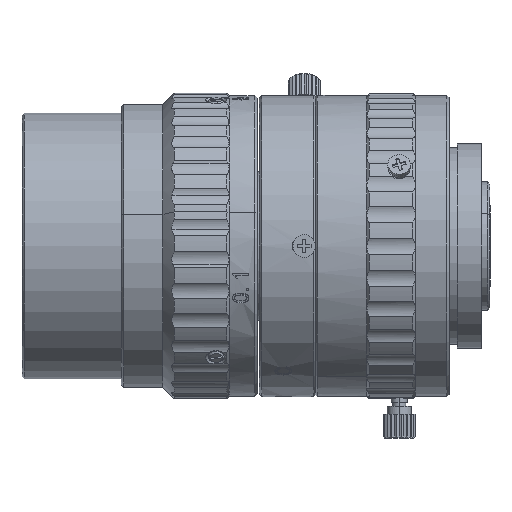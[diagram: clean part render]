
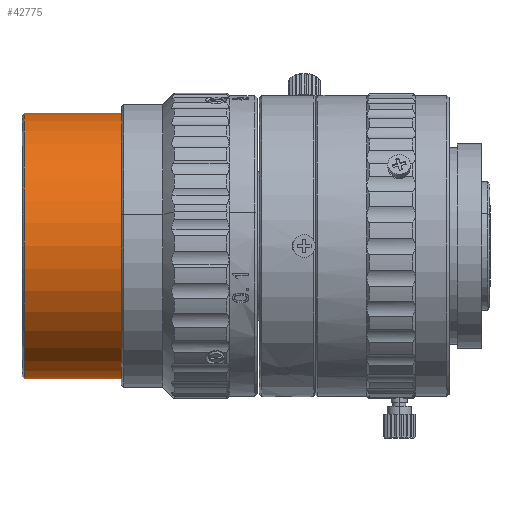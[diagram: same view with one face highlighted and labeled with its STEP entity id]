
A CAD part, front view. The second image highlights one B-rep face of the part: STEP entity #42775.
In plain terms, the highlighted cylindrical face has radius 16.5 mm (diameter 33 mm), a partial arc.
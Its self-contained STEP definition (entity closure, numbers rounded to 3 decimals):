
#1310 = DIRECTION ( 'NONE',  ( -1., 0., 0. ) ) ;
#2171 = CARTESIAN_POINT ( 'NONE',  ( -25.771, -3.314, 53.9 ) ) ;
#3030 = CARTESIAN_POINT ( 'NONE',  ( -42.671, -3.314, 37.4 ) ) ;
#6011 = ORIENTED_EDGE ( 'NONE', *, *, #59124, .T. ) ;
#6675 = CARTESIAN_POINT ( 'NONE',  ( -42.671, -3.314, 20.9 ) ) ;
#6913 = LINE ( 'NONE', #15913, #32653 ) ;
#7894 = DIRECTION ( 'NONE',  ( 0., 0., 1. ) ) ;
#8219 = EDGE_CURVE ( 'NONE', #38836, #55017, #47020, .T. ) ;
#11430 = CYLINDRICAL_SURFACE ( 'NONE', #54063, 16.5 ) ;
#11445 = AXIS2_PLACEMENT_3D ( 'NONE', #48683, #19767, #53519 ) ;
#12952 = FACE_OUTER_BOUND ( 'NONE', #59028, .T. ) ;
#15900 = VERTEX_POINT ( 'NONE', #2171 ) ;
#15913 = CARTESIAN_POINT ( 'NONE',  ( -45.317, -3.314, 53.9 ) ) ;
#19036 = LINE ( 'NONE', #25967, #44758 ) ;
#19767 = DIRECTION ( 'NONE',  ( -1., 0., 0. ) ) ;
#23143 = DIRECTION ( 'NONE',  ( 0., 0., 1. ) ) ;
#23227 = AXIS2_PLACEMENT_3D ( 'NONE', #3030, #36886, #7894 ) ;
#25967 = CARTESIAN_POINT ( 'NONE',  ( -45.317, -3.314, 20.9 ) ) ;
#26914 = VERTEX_POINT ( 'NONE', #55693 ) ;
#32653 = VECTOR ( 'NONE', #1310, 1000. ) ;
#34022 = EDGE_CURVE ( 'NONE', #26914, #15900, #37795, .T. ) ;
#35492 = DIRECTION ( 'NONE',  ( -1., 0., 0. ) ) ;
#36886 = DIRECTION ( 'NONE',  ( -1., 0., 0. ) ) ;
#36923 = DIRECTION ( 'NONE',  ( -1., 0., 0. ) ) ;
#37314 = ORIENTED_EDGE ( 'NONE', *, *, #34022, .T. ) ;
#37795 = CIRCLE ( 'NONE', #11445, 16.5 ) ;
#38836 = VERTEX_POINT ( 'NONE', #6675 ) ;
#42775 = ADVANCED_FACE ( 'NONE', ( #12952 ), #11430, .T. ) ;
#44758 = VECTOR ( 'NONE', #35492, 1000. ) ;
#47020 = CIRCLE ( 'NONE', #23227, 16.5 ) ;
#48683 = CARTESIAN_POINT ( 'NONE',  ( -25.771, -3.314, 37.4 ) ) ;
#52068 = CARTESIAN_POINT ( 'NONE',  ( -45.317, -3.314, 37.4 ) ) ;
#53519 = DIRECTION ( 'NONE',  ( 0., 0., 1. ) ) ;
#54063 = AXIS2_PLACEMENT_3D ( 'NONE', #52068, #36923, #23143 ) ;
#55017 = VERTEX_POINT ( 'NONE', #58635 ) ;
#55693 = CARTESIAN_POINT ( 'NONE',  ( -25.771, -3.314, 20.9 ) ) ;
#57070 = ORIENTED_EDGE ( 'NONE', *, *, #8219, .F. ) ;
#58635 = CARTESIAN_POINT ( 'NONE',  ( -42.671, -3.314, 53.9 ) ) ;
#59028 = EDGE_LOOP ( 'NONE', ( #59651, #37314, #6011, #57070 ) ) ;
#59124 = EDGE_CURVE ( 'NONE', #15900, #55017, #6913, .T. ) ;
#59651 = ORIENTED_EDGE ( 'NONE', *, *, #60598, .F. ) ;
#60598 = EDGE_CURVE ( 'NONE', #26914, #38836, #19036, .T. ) ;
